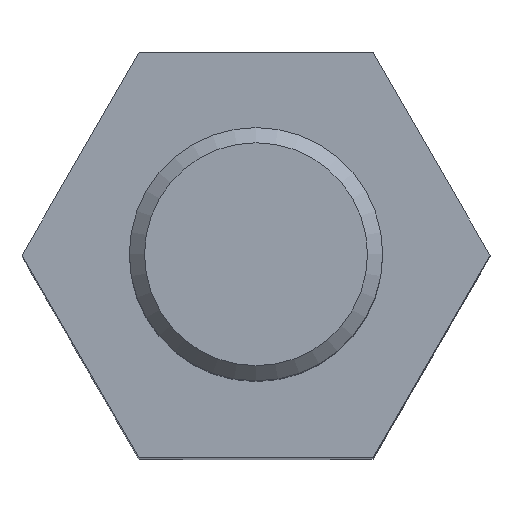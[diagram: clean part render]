
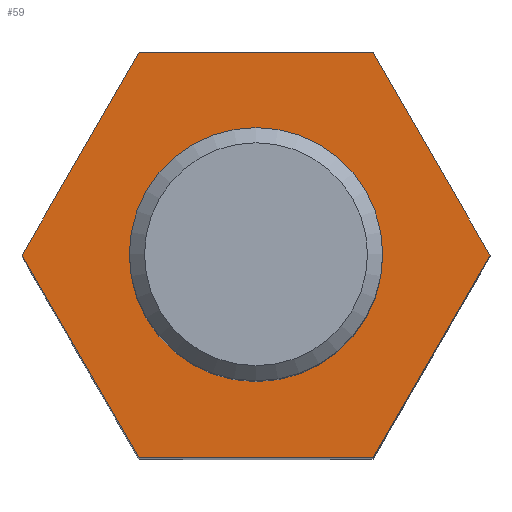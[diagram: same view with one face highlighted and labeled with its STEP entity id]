
A CAD part, top view. The second image highlights one B-rep face of the part: STEP entity #59.
In plain terms, the highlighted planar face has unit normal (0, 0, 1).
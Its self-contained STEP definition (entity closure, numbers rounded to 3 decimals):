
#59 = ADVANCED_FACE( '', ( #133, #134 ), #135, .T. );
#133 = FACE_BOUND( '', #227, .T. );
#134 = FACE_OUTER_BOUND( '', #228, .T. );
#135 = PLANE( '', #229 );
#227 = EDGE_LOOP( '', ( #335 ) );
#228 = EDGE_LOOP( '', ( #336, #337, #338, #339, #340, #341 ) );
#229 = AXIS2_PLACEMENT_3D( '', #342, #343, #344 );
#335 = ORIENTED_EDGE( '', *, *, #501, .T. );
#336 = ORIENTED_EDGE( '', *, *, #502, .T. );
#337 = ORIENTED_EDGE( '', *, *, #503, .T. );
#338 = ORIENTED_EDGE( '', *, *, #489, .T. );
#339 = ORIENTED_EDGE( '', *, *, #504, .T. );
#340 = ORIENTED_EDGE( '', *, *, #497, .T. );
#341 = ORIENTED_EDGE( '', *, *, #505, .T. );
#342 = CARTESIAN_POINT( '', ( 0., 0., 20. ) );
#343 = DIRECTION( '', ( 0., 0., 1. ) );
#344 = DIRECTION( '', ( 1., 0., 0. ) );
#489 = EDGE_CURVE( '', #562, #560, #563, .T. );
#497 = EDGE_CURVE( '', #576, #574, #577, .T. );
#501 = EDGE_CURVE( '', #582, #582, #583, .F. );
#502 = EDGE_CURVE( '', #584, #585, #586, .T. );
#503 = EDGE_CURVE( '', #585, #562, #587, .T. );
#504 = EDGE_CURVE( '', #560, #576, #588, .T. );
#505 = EDGE_CURVE( '', #574, #584, #589, .T. );
#560 = VERTEX_POINT( '', #669 );
#562 = VERTEX_POINT( '', #672 );
#563 = LINE( '', #673, #674 );
#574 = VERTEX_POINT( '', #698 );
#576 = VERTEX_POINT( '', #701 );
#577 = LINE( '', #702, #703 );
#582 = VERTEX_POINT( '', #714 );
#583 = CIRCLE( '', #715, 2.265 );
#584 = VERTEX_POINT( '', #716 );
#585 = VERTEX_POINT( '', #717 );
#586 = LINE( '', #718, #719 );
#587 = LINE( '', #720, #721 );
#588 = LINE( '', #722, #723 );
#589 = LINE( '', #724, #725 );
#669 = CARTESIAN_POINT( '', ( -2.309, -4., 20. ) );
#672 = CARTESIAN_POINT( '', ( -4.619, 0., 20. ) );
#673 = CARTESIAN_POINT( '', ( -4.619, 0., 20. ) );
#674 = VECTOR( '', #835, 1000. );
#698 = CARTESIAN_POINT( '', ( 4.619, 0., 20. ) );
#701 = CARTESIAN_POINT( '', ( 2.309, -4., 20. ) );
#702 = CARTESIAN_POINT( '', ( 2.309, -4., 20. ) );
#703 = VECTOR( '', #841, 1000. );
#714 = CARTESIAN_POINT( '', ( 2.265, 0., 20. ) );
#715 = AXIS2_PLACEMENT_3D( '', #843, #844, #845 );
#716 = CARTESIAN_POINT( '', ( 2.309, 4., 20. ) );
#717 = CARTESIAN_POINT( '', ( -2.309, 4., 20. ) );
#718 = CARTESIAN_POINT( '', ( 2.309, 4., 20. ) );
#719 = VECTOR( '', #846, 1000. );
#720 = CARTESIAN_POINT( '', ( -2.309, 4., 20. ) );
#721 = VECTOR( '', #847, 1000. );
#722 = CARTESIAN_POINT( '', ( -2.309, -4., 20. ) );
#723 = VECTOR( '', #848, 1000. );
#724 = CARTESIAN_POINT( '', ( 4.619, 0., 20. ) );
#725 = VECTOR( '', #849, 1000. );
#835 = DIRECTION( '', ( 0.5, -0.866, 0. ) );
#841 = DIRECTION( '', ( 0.5, 0.866, 0. ) );
#843 = CARTESIAN_POINT( '', ( 0., 0., 20. ) );
#844 = DIRECTION( '', ( 0., 0., 1. ) );
#845 = DIRECTION( '', ( 1., 0., 0. ) );
#846 = DIRECTION( '', ( -1., 0., 0. ) );
#847 = DIRECTION( '', ( -0.5, -0.866, 0. ) );
#848 = DIRECTION( '', ( 1., 0., 0. ) );
#849 = DIRECTION( '', ( -0.5, 0.866, 0. ) );
